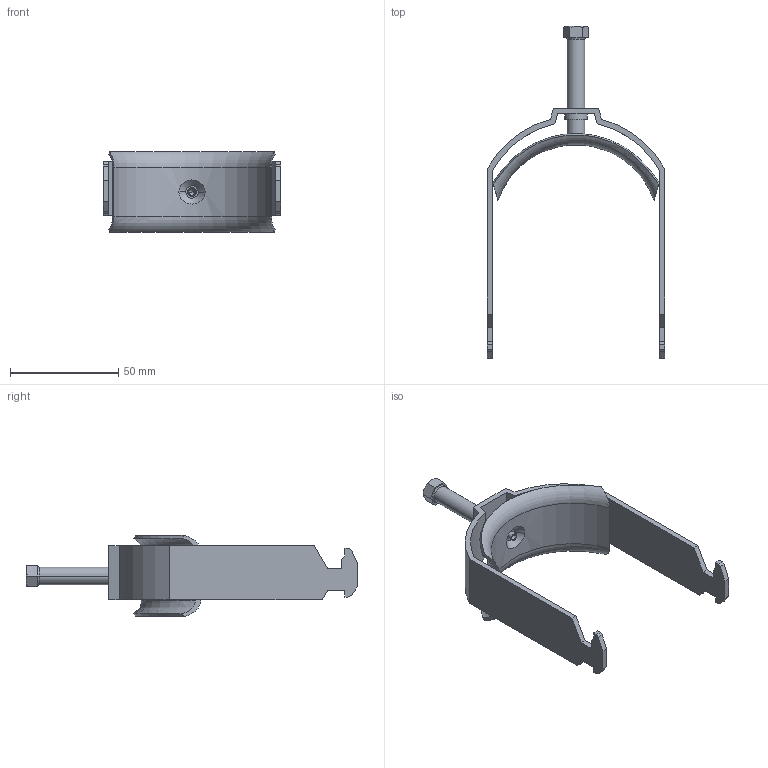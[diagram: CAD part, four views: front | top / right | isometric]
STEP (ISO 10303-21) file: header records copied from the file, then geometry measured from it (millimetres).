
FILE_DESCRIPTION (( 'STEP AP214' ), '1' );
FILE_NAME ('1186076.STEP', '2023-09-04T08:04:51', ( '' ), ( '' ), 'SwSTEP 2.0', 'SolidWorks 2022', '' );
FILE_SCHEMA (( 'AUTOMOTIVE_DESIGN' ));
Length unit declared in the file: millimetre
Products named in the file (4): 1186076; 157102_1Fach; 203495_Standard; 142313_Druckschraube - M8 x 45
Assembly tree (3 placements, depth 2):
  1186076
    157102_1Fach
    142313_Druckschraube - M8 x 45
    203495_Standard
Bounding box: 82 x 153 x 37.64 mm (x, y, z)
Volume: 24716.3 mm3; surface area: 24349.6 mm2
Topology: 3 solids, 3 shells, 233 faces, 607 edges, 402 vertices
Faces by surface type: plane 136, bspline 45, cylinder 34, cone 10, torus 8
Entity records: 11493 total; most frequent: CARTESIAN_POINT 5433, ORIENTED_EDGE 1206, DIRECTION 953, EDGE_CURVE 603, VERTEX_POINT 402, LINE 365, VECTOR 365, AXIS2_PLACEMENT_3D 294
